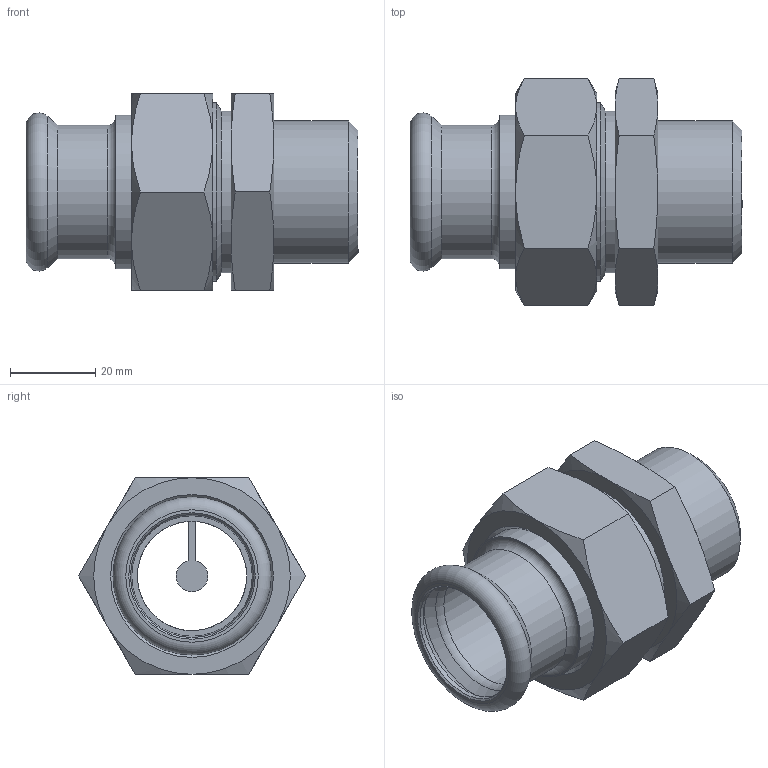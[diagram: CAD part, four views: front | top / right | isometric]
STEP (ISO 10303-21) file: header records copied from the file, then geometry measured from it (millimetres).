
FILE_DESCRIPTION(/* description */ (''),/* implementation_level */ '2;1');
FILE_NAME(/* name */ '35367.stp',/* time_stamp */ '2014-04-01T20:52:05+02:00',/* author */ ('bruh'),/* organization */ (''),/* preprocessor_version */ 'ST-DEVELOPER v15.2',/* originating_system */ 'Autodesk Inventor 2014',/* authorisation */ '');
FILE_SCHEMA (('AUTOMOTIVE_DESIGN { 1 0 10303 214 3 1 1 }'));
Length unit declared in the file: millimetre
Products named in the file (5): 101248; 101277; 400817; 101039; 35367
Bounding box: 77.7 x 53.12 x 46 mm (x, y, z)
Volume: 46752.5 mm3; surface area: 26019.3 mm2
Topology: 3 solids, 3 shells, 80 faces, 167 edges, 99 vertices
Faces by surface type: cone 34, plane 27, cylinder 14, torus 5
Full cylindrical faces by diameter (mm): 25.6 x1, 27 x1, 28.2 x1, 28.8 x1, 29 x1, 31.3 x1, 33.249 x1, 36 x2, 36.1 x1, 37.9 x1, 38.952 x1, 41.91 x1
Entity records: 2005 total; most frequent: CARTESIAN_POINT 411, DIRECTION 328, ORIENTED_EDGE 266, AXIS2_PLACEMENT_3D 154, EDGE_CURVE 133, EDGE_LOOP 120, VERTEX_POINT 93, ADVANCED_FACE 80
